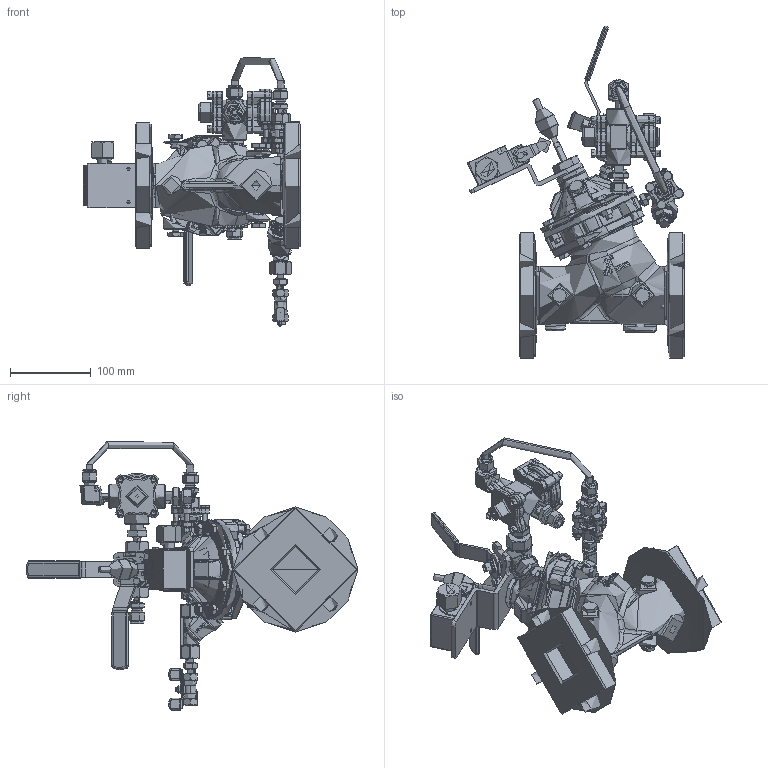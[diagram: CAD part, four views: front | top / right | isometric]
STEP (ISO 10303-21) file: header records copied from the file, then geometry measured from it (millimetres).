
FILE_DESCRIPTION (( 'STEP AP214' ), '1' );
FILE_NAME ('PC5-FC-2-700E-5X-BO-Y-N-16-UC-NN-NS.STEP', '2020-08-02T05:20:19', ( '' ), ( '' ), 'SwSTEP 2.0', 'SolidWorks 2018', '' );
FILE_SCHEMA (( 'AUTOMOTIVE_DESIGN' ));
Length unit declared in the file: millimetre
Products named in the file (165): Pizzato_Custodia_FZ; 063804X068; Axel - 3W; LS Insert; 29203S1P85; FP-2-700 Y-Flange ANSI#150; DIN 912 A4 CLASS 70 M8 x 16; 9950000115 Top Cover; 25200X0329; New 9901260055 Handle; Seal 2-9901000065; DIN 933 A4 CLASS 70 - M8 x 20-C1; Reverse Flow Label; Plug-9901000065; Pizzato_LE51; Stopper - 3W; Sleeve - 2A New Handle; Body-9990000118; DIN 934 A4 - M8 - D - C1; 9920000050_9920000050; 060408X123_060408C123; Pizzato_supporto-leva_serie_leggere_262; Washer - 2A- New; DIN 933 A4 CLASS 80 - M8 x 25-C1; 25200x233; ZF_STEP_VF_TE51_A10; Base Ring - 3W; 29203S0044; DIN 933 A2 CLASS 70 - M6 x 35-C1; 063804X123; Handle - 3W; 060400S121; FP-2-700 y Cover-NAB_Machin; 060204S123-hat; 063804X123_063804C123; Washer - 3W; 9901260055; 060408X123; DIN 934 A4 - M6 - D - C1_Hexagon Nut ISO - 4032 - M6 - D - C1; Sleeve - 3W ...
Assembly tree (131 placements, depth 6):
  DIN 912 A4 CLASS 70 M8 x 16
  DIN 933 A4 CLASS 70 - M8 x 20-C1
  Reverse Flow Label
  Sleeve - 2A New Handle
  DIN 934 A4 - M8 - D - C1
Bounding box: 268.98 x 411.46 x 332.3 mm (x, y, z)
Volume: 1923639.9 mm3; surface area: 634146.7 mm2
Topology: 129 solids, 129 shells, 6102 faces, 14844 edges, 9182 vertices
Faces by surface type: plane 2194, cylinder 1348, bspline 1026, cone 888, torus 558, sphere 88
Full cylindrical faces by diameter (mm): 2 x1, 3.5 x2, 3.9 x1, 4 x9, 4.5 x2, 4.8 x1, 5 x22, 5.3 x7, 5.5 x2, 5.8 x3, 6 x16, 6.2 x12, 6.4 x2, 6.8 x4, 7 x10, 7.1 x4, 7.11 x6, 7.3 x5, 7.5 x6, 7.51 x1, 7.71 x1, 7.74 x3, 8 x32, 8.1 x1, 8.3 x5, 8.5 x3, 8.6 x8, 8.636 x6, 9 x12, 9.3 x5
Entity records: 470149 total; most frequent: CARTESIAN_POINT 312233, ORIENTED_EDGE 22186, DIRECTION 19876, EDGE_CURVE 11093, AXIS2_PLACEMENT_3D 7891, VERTEX_POINT 7196, EDGE_LOOP 6077, FACE_OUTER_BOUND 5379
